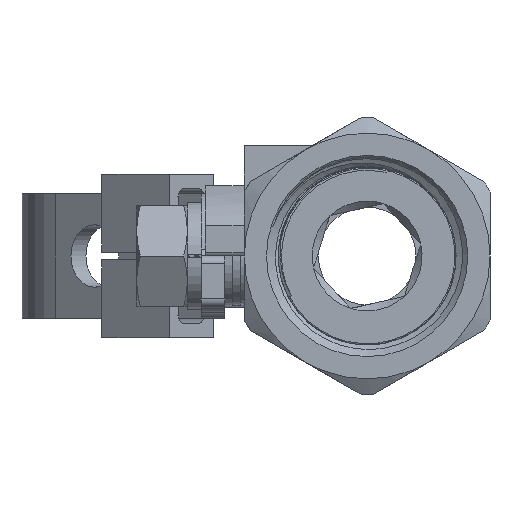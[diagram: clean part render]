
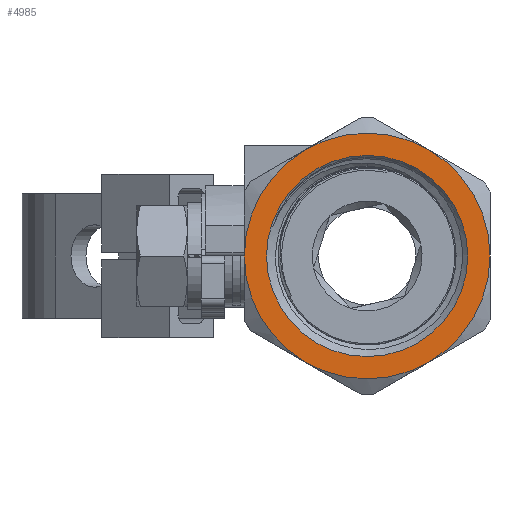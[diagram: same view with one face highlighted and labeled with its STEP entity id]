
A CAD part, left-side view. The second image highlights one B-rep face of the part: STEP entity #4985.
In plain terms, the highlighted planar face has unit normal (-1, 0, 0).
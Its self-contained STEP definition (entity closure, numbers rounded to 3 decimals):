
#1348=ORIENTED_EDGE('',*,*,#2898,.T.);
#1349=ORIENTED_EDGE('',*,*,#2899,.T.);
#1350=ORIENTED_EDGE('',*,*,#2900,.F.);
#1351=ORIENTED_EDGE('',*,*,#2901,.T.);
#1352=ORIENTED_EDGE('',*,*,#2902,.T.);
#1353=ORIENTED_EDGE('',*,*,#2903,.T.);
#1354=ORIENTED_EDGE('',*,*,#2904,.T.);
#2898=EDGE_CURVE('',#3670,#3671,#4080,.T.);
#2899=EDGE_CURVE('',#3671,#3672,#4081,.T.);
#2900=EDGE_CURVE('',#3673,#3672,#4082,.T.);
#2901=EDGE_CURVE('',#3673,#3674,#4083,.T.);
#2902=EDGE_CURVE('',#3674,#3675,#4084,.T.);
#2903=EDGE_CURVE('',#3675,#3670,#4085,.T.);
#2904=EDGE_CURVE('',#3676,#3676,#4086,.T.);
#3670=VERTEX_POINT('',#15771);
#3671=VERTEX_POINT('',#15772);
#3672=VERTEX_POINT('',#15774);
#3673=VERTEX_POINT('',#15776);
#3674=VERTEX_POINT('',#15778);
#3675=VERTEX_POINT('',#15780);
#3676=VERTEX_POINT('',#15783);
#4080=CIRCLE('',#5383,15.75);
#4081=CIRCLE('',#5384,15.75);
#4082=CIRCLE('',#5385,15.75);
#4083=CIRCLE('',#5386,15.75);
#4084=CIRCLE('',#5387,15.75);
#4085=CIRCLE('',#5388,15.75);
#4086=CIRCLE('',#5389,12.9);
#4274=EDGE_LOOP('',(#1348,#1349,#1350,#1351,#1352,#1353));
#4275=EDGE_LOOP('',(#1354));
#4575=FACE_BOUND('',#4274,.T.);
#4576=FACE_BOUND('',#4275,.T.);
#4857=PLANE('',#5382);
#4985=ADVANCED_FACE('',(#4575,#4576),#4857,.T.);
#5382=AXIS2_PLACEMENT_3D('',#15769,#5955,#5956);
#5383=AXIS2_PLACEMENT_3D('',#15770,#5957,#5958);
#5384=AXIS2_PLACEMENT_3D('',#15773,#5959,#5960);
#5385=AXIS2_PLACEMENT_3D('',#15775,#5961,#5962);
#5386=AXIS2_PLACEMENT_3D('',#15777,#5963,#5964);
#5387=AXIS2_PLACEMENT_3D('',#15779,#5965,#5966);
#5388=AXIS2_PLACEMENT_3D('',#15781,#5967,#5968);
#5389=AXIS2_PLACEMENT_3D('',#15782,#5969,#5970);
#5955=DIRECTION('',(-1.,0.,0.));
#5956=DIRECTION('',(0.,0.,1.));
#5957=DIRECTION('',(-1.,0.,0.));
#5958=DIRECTION('',(0.,0.,1.));
#5959=DIRECTION('',(-1.,0.,0.));
#5960=DIRECTION('',(0.,0.,1.));
#5961=DIRECTION('',(1.,0.,0.));
#5962=DIRECTION('',(0.,0.,-1.));
#5963=DIRECTION('',(-1.,0.,0.));
#5964=DIRECTION('',(0.,0.,1.));
#5965=DIRECTION('',(-1.,0.,0.));
#5966=DIRECTION('',(0.,0.,1.));
#5967=DIRECTION('',(-1.,0.,0.));
#5968=DIRECTION('',(0.,0.,1.));
#5969=DIRECTION('',(1.,0.,0.));
#5970=DIRECTION('',(0.,0.,1.));
#15769=CARTESIAN_POINT('',(-28.6,15.75,-9.093));
#15770=CARTESIAN_POINT('',(-28.6,0.,0.));
#15771=CARTESIAN_POINT('',(-28.6,-7.875,13.64));
#15772=CARTESIAN_POINT('',(-28.6,7.875,13.64));
#15773=CARTESIAN_POINT('',(-28.6,0.,0.));
#15774=CARTESIAN_POINT('',(-28.6,15.75,0.));
#15775=CARTESIAN_POINT('',(-28.6,0.,0.));
#15776=CARTESIAN_POINT('',(-28.6,7.875,-13.64));
#15777=CARTESIAN_POINT('',(-28.6,0.,0.));
#15778=CARTESIAN_POINT('',(-28.6,-7.875,-13.64));
#15779=CARTESIAN_POINT('',(-28.6,0.,0.));
#15780=CARTESIAN_POINT('',(-28.6,-15.75,0.));
#15781=CARTESIAN_POINT('',(-28.6,0.,0.));
#15782=CARTESIAN_POINT('',(-28.6,0.,0.));
#15783=CARTESIAN_POINT('',(-28.6,0.,12.9));
